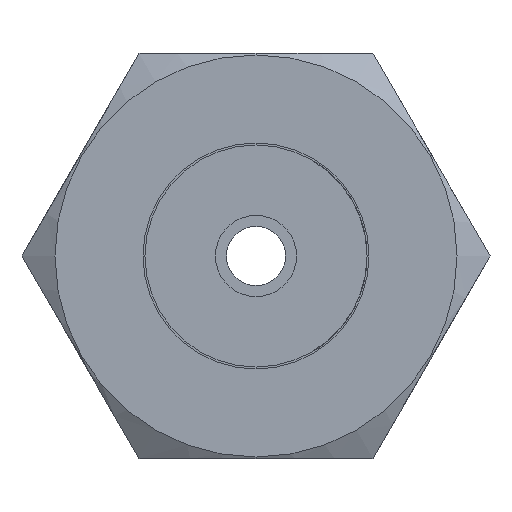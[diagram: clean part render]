
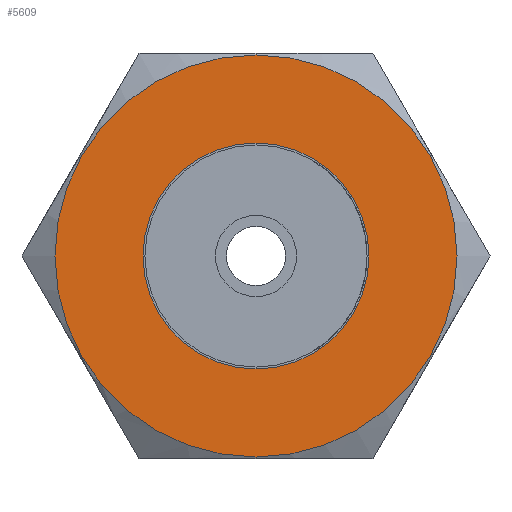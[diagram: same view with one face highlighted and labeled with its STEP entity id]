
A CAD part, left-side view. The second image highlights one B-rep face of the part: STEP entity #5609.
In plain terms, the highlighted planar face has unit normal (-1, 0, 0).
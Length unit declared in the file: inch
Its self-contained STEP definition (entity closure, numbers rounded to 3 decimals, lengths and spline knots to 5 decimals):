
#250 = DIRECTION ( 'NONE',  ( 0., 0., -1. ) ) ;
#397 = EDGE_LOOP ( 'NONE', ( #4763, #2420 ) ) ;
#1755 = CARTESIAN_POINT ( 'NONE',  ( -0.20923, -0.11595, -0.40077 ) ) ;
#2037 = AXIS2_PLACEMENT_3D ( 'NONE', #1755, #15860, #250 ) ;
#2153 = EDGE_CURVE ( 'NONE', #16847, #3100, #7154, .T. ) ;
#2349 = DIRECTION ( 'NONE',  ( 0., 0., -1. ) ) ;
#2420 = ORIENTED_EDGE ( 'NONE', *, *, #2153, .F. ) ;
#2937 = DIRECTION ( 'NONE',  ( 0., 0., 1. ) ) ;
#3100 = VERTEX_POINT ( 'NONE', #10357 ) ;
#3192 = CIRCLE ( 'NONE', #4542, 0.3485 ) ;
#3572 = VERTEX_POINT ( 'NONE', #7851 ) ;
#3981 = DIRECTION ( 'NONE',  ( 1., 0., 0. ) ) ;
#4542 = AXIS2_PLACEMENT_3D ( 'NONE', #16674, #19546, #2349 ) ;
#4763 = ORIENTED_EDGE ( 'NONE', *, *, #11028, .F. ) ;
#4873 = FACE_BOUND ( 'NONE', #9086, .T. ) ;
#5399 = CIRCLE ( 'NONE', #2037, 0.3485 ) ;
#5609 = ADVANCED_FACE ( 'NONE', ( #4873, #8033 ), #18824, .T. ) ;
#6605 = CARTESIAN_POINT ( 'NONE',  ( -0.20923, -0.11595, -0.74927 ) ) ;
#7154 = CIRCLE ( 'NONE', #20261, 0.62 ) ;
#7851 = CARTESIAN_POINT ( 'NONE',  ( -0.20923, -0.11595, -0.05227 ) ) ;
#8022 = DIRECTION ( 'NONE',  ( 0., 0., -1. ) ) ;
#8033 = FACE_OUTER_BOUND ( 'NONE', #397, .T. ) ;
#8081 = VERTEX_POINT ( 'NONE', #6605 ) ;
#9086 = EDGE_LOOP ( 'NONE', ( #20335, #16667 ) ) ;
#9122 = AXIS2_PLACEMENT_3D ( 'NONE', #17466, #17531, #8022 ) ;
#10357 = CARTESIAN_POINT ( 'NONE',  ( -0.20923, -0.11595, -1.02077 ) ) ;
#11028 = EDGE_CURVE ( 'NONE', #3100, #16847, #12122, .T. ) ;
#12122 = CIRCLE ( 'NONE', #9122, 0.62 ) ;
#14789 = DIRECTION ( 'NONE',  ( 0., 0., -1. ) ) ;
#15606 = CARTESIAN_POINT ( 'NONE',  ( -0.20923, 0.23255, -0.40077 ) ) ;
#15860 = DIRECTION ( 'NONE',  ( 1., 0., 0. ) ) ;
#16667 = ORIENTED_EDGE ( 'NONE', *, *, #19945, .T. ) ;
#16674 = CARTESIAN_POINT ( 'NONE',  ( -0.20923, -0.11595, -0.40077 ) ) ;
#16758 = DIRECTION ( 'NONE',  ( -1., 0., 0. ) ) ;
#16847 = VERTEX_POINT ( 'NONE', #18300 ) ;
#17466 = CARTESIAN_POINT ( 'NONE',  ( -0.20923, -0.11595, -0.40077 ) ) ;
#17531 = DIRECTION ( 'NONE',  ( 1., 0., 0. ) ) ;
#18300 = CARTESIAN_POINT ( 'NONE',  ( -0.20923, -0.11595, 0.21923 ) ) ;
#18824 = PLANE ( 'NONE',  #18977 ) ;
#18977 = AXIS2_PLACEMENT_3D ( 'NONE', #15606, #16758, #2937 ) ;
#19430 = EDGE_CURVE ( 'NONE', #8081, #3572, #3192, .T. ) ;
#19546 = DIRECTION ( 'NONE',  ( 1., 0., 0. ) ) ;
#19647 = CARTESIAN_POINT ( 'NONE',  ( -0.20923, -0.11595, -0.40077 ) ) ;
#19945 = EDGE_CURVE ( 'NONE', #3572, #8081, #5399, .T. ) ;
#20261 = AXIS2_PLACEMENT_3D ( 'NONE', #19647, #3981, #14789 ) ;
#20335 = ORIENTED_EDGE ( 'NONE', *, *, #19430, .T. ) ;
